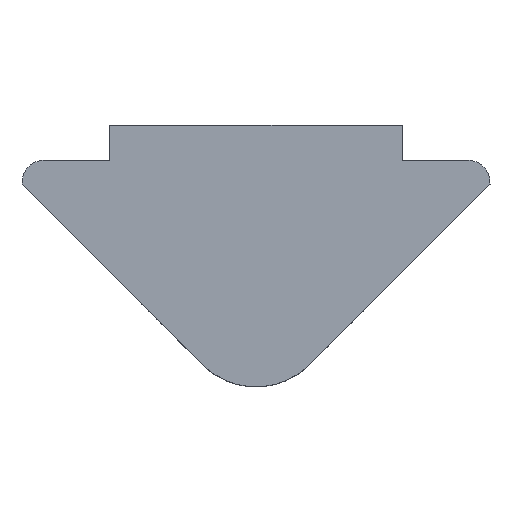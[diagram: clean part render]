
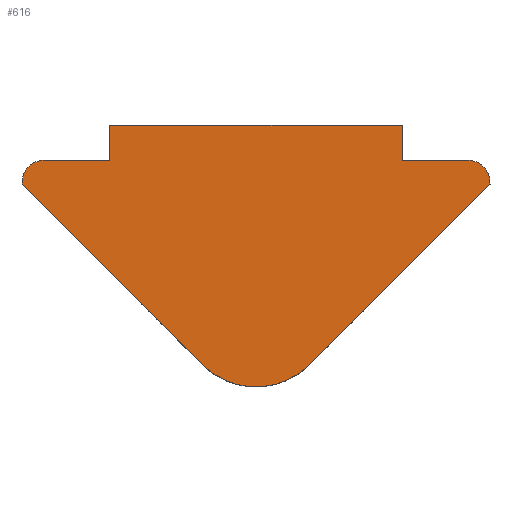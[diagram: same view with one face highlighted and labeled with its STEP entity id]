
A CAD part, left-side view. The second image highlights one B-rep face of the part: STEP entity #616.
In plain terms, the highlighted planar face has unit normal (-1, 0, 0).
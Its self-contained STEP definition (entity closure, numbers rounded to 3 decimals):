
#257=CARTESIAN_POINT('',(2.,-9.093,-5.3));
#258=VERTEX_POINT('',#257);
#265=CARTESIAN_POINT('',(2.,-6.001,-2.208));
#266=VERTEX_POINT('',#265);
#267=CARTESIAN_POINT('',(2.,-9.093,-5.3));
#268=DIRECTION('',(0.0,0.707,0.707));
#269=VECTOR('',#268,4.372);
#270=LINE('',#267,#269);
#271=EDGE_CURVE('',#258,#266,#270,.T.);
#305=CARTESIAN_POINT('',(2.,-10.908,-5.3));
#306=VERTEX_POINT('',#305);
#313=CARTESIAN_POINT('',(2.,-10.,-4.392));
#314=DIRECTION('',(1.0,0.0,0.0));
#315=DIRECTION('',(0.0,0.0,-1.0));
#316=AXIS2_PLACEMENT_3D('',#313,#314,#315);
#317=CIRCLE('',#316,1.284);
#318=EDGE_CURVE('',#306,#258,#317,.T.);
#329=CARTESIAN_POINT('',(2.,-12.5,-1.2));
#330=VERTEX_POINT('',#329);
#331=CARTESIAN_POINT('',(2.,-12.5,-1.8));
#332=VERTEX_POINT('',#331);
#333=CARTESIAN_POINT('',(2.,-12.5,-1.2));
#334=DIRECTION('',(0.0,0.0,-1.0));
#335=VECTOR('',#334,0.6);
#336=LINE('',#333,#335);
#337=EDGE_CURVE('',#330,#332,#336,.T.);
#369=CARTESIAN_POINT('',(2.,-13.619,-1.8));
#370=VERTEX_POINT('',#369);
#371=CARTESIAN_POINT('',(2.,-12.5,-1.8));
#372=DIRECTION('',(0.0,-1.0,0.0));
#373=VECTOR('',#372,1.119);
#374=LINE('',#371,#373);
#375=EDGE_CURVE('',#332,#370,#374,.T.);
#400=CARTESIAN_POINT('',(2.,-14.0,-2.208));
#401=VERTEX_POINT('',#400);
#402=CARTESIAN_POINT('',(2.,-13.619,-2.182));
#403=DIRECTION('',(1.,0.,0.));
#404=DIRECTION('',(0.,-0.731,0.682));
#405=AXIS2_PLACEMENT_3D('',#402,#403,#404);
#406=CIRCLE('',#405,0.382);
#407=EDGE_CURVE('',#370,#401,#406,.T.);
#449=CARTESIAN_POINT('',(2.,-14.0,-2.208));
#450=DIRECTION('',(0.0,0.707,-0.707));
#451=VECTOR('',#450,4.372);
#452=LINE('',#449,#451);
#453=EDGE_CURVE('',#401,#306,#452,.T.);
#483=CARTESIAN_POINT('',(2.,-6.381,-1.8));
#484=VERTEX_POINT('',#483);
#485=CARTESIAN_POINT('',(2.,-6.381,-2.181));
#486=DIRECTION('',(1.0,0.,0.));
#487=DIRECTION('',(0.,0.732,0.681));
#488=AXIS2_PLACEMENT_3D('',#485,#486,#487);
#489=CIRCLE('',#488,0.381);
#490=EDGE_CURVE('',#266,#484,#489,.T.);
#516=CARTESIAN_POINT('',(2.,-7.5,-1.8));
#517=VERTEX_POINT('',#516);
#518=CARTESIAN_POINT('',(2.,-6.381,-1.8));
#519=DIRECTION('',(0.0,-1.0,0.0));
#520=VECTOR('',#519,1.119);
#521=LINE('',#518,#520);
#522=EDGE_CURVE('',#484,#517,#521,.T.);
#547=CARTESIAN_POINT('',(2.,-7.5,-1.2));
#548=VERTEX_POINT('',#547);
#549=CARTESIAN_POINT('',(2.,-7.5,-1.8));
#550=DIRECTION('',(0.0,0.0,1.0));
#551=VECTOR('',#550,0.6);
#552=LINE('',#549,#551);
#553=EDGE_CURVE('',#517,#548,#552,.T.);
#578=CARTESIAN_POINT('',(2.,-7.5,-1.2));
#579=DIRECTION('',(0.0,-1.0,0.0));
#580=VECTOR('',#579,5.);
#581=LINE('',#578,#580);
#582=EDGE_CURVE('',#548,#330,#581,.T.);
#599=CARTESIAN_POINT('',(2.,-10.,-2.848));
#600=DIRECTION('',(1.0,0.0,0.0));
#601=DIRECTION('',(0.0,0.0,-1.0));
#602=AXIS2_PLACEMENT_3D('',#599,#600,#601);
#603=PLANE('',#602);
#604=ORIENTED_EDGE('',*,*,#337,.F.);
#605=ORIENTED_EDGE('',*,*,#582,.F.);
#606=ORIENTED_EDGE('',*,*,#553,.F.);
#607=ORIENTED_EDGE('',*,*,#522,.F.);
#608=ORIENTED_EDGE('',*,*,#490,.F.);
#609=ORIENTED_EDGE('',*,*,#271,.F.);
#610=ORIENTED_EDGE('',*,*,#318,.F.);
#611=ORIENTED_EDGE('',*,*,#453,.F.);
#612=ORIENTED_EDGE('',*,*,#407,.F.);
#613=ORIENTED_EDGE('',*,*,#375,.F.);
#614=EDGE_LOOP('',(#604,#605,#606,#607,#608,#609,#610,#611,#612,#613));
#615=FACE_OUTER_BOUND('',#614,.T.);
#616=ADVANCED_FACE('',(#615),#603,.F.);
